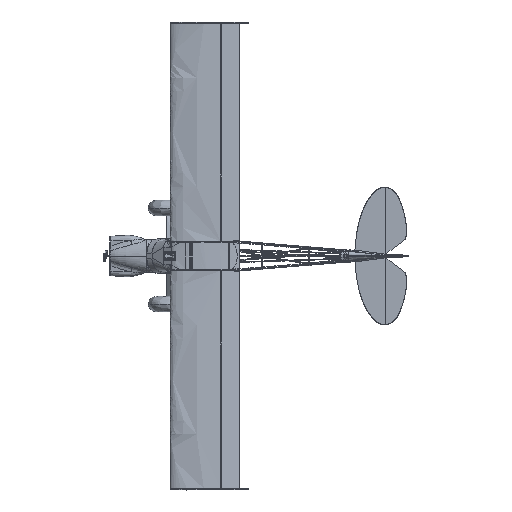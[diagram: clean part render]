
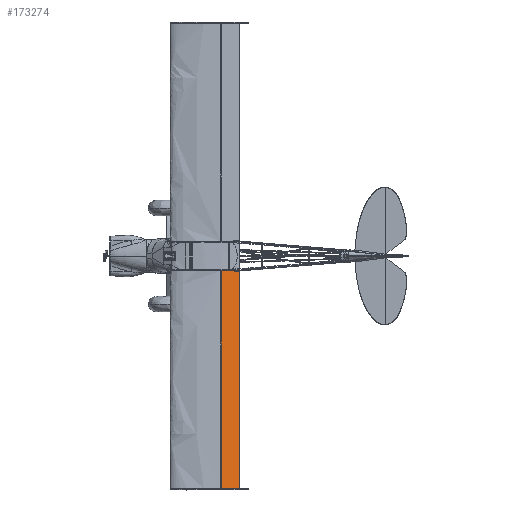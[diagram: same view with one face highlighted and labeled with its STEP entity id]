
A CAD part, top view. The second image highlights one B-rep face of the part: STEP entity #173274.
In plain terms, the highlighted free-form (B-spline) face has degree [3, 1] with [6, 2] control points.
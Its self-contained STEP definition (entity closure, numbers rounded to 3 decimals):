
#173141 = VERTEX_POINT('',#173142);
#173142 = CARTESIAN_POINT('',(343.375,-91.984,
    162.598));
#173149 = EDGE_CURVE('',#173141,#173150,#173152,.T.);
#173150 = VERTEX_POINT('',#173151);
#173151 = CARTESIAN_POINT('',(454.791,-94.503,
    138.173));
#173152 = B_SPLINE_CURVE_WITH_KNOTS('',3,(#173153,#173154,#173155,
    #173156,#173157,#173158,#173159,#173160,#173161,#173162),
  .UNSPECIFIED.,.F.,.F.,(4,2,2,2,4),(0.518,0.557,
    0.576,0.586,0.595),.UNSPECIFIED.);
#173153 = CARTESIAN_POINT('',(343.375,-91.984,
    162.598));
#173154 = CARTESIAN_POINT('',(362.083,-92.337,
    159.182));
#173155 = CARTESIAN_POINT('',(380.72,-92.723,
    155.431));
#173156 = CARTESIAN_POINT('',(408.571,-93.354,
    149.313));
#173157 = CARTESIAN_POINT('',(417.838,-93.573,
    147.192));
#173158 = CARTESIAN_POINT('',(431.713,-93.913,
    143.893));
#173159 = CARTESIAN_POINT('',(436.334,-94.029,
    142.775));
#173160 = CARTESIAN_POINT('',(445.567,-94.263,
    140.499));
#173161 = CARTESIAN_POINT('',(450.179,-94.383,
    139.338));
#173162 = CARTESIAN_POINT('',(454.791,-94.503,
    138.173));
#173247 = EDGE_CURVE('',#173248,#173150,#173250,.T.);
#173248 = VERTEX_POINT('',#173249);
#173249 = CARTESIAN_POINT('',(454.791,-1454.152,
    161.906));
#173250 = B_SPLINE_CURVE_WITH_KNOTS('',1,(#173251,#173252),
  .UNSPECIFIED.,.F.,.F.,(2,2),(-910.945,4.45),
  .PIECEWISE_BEZIER_KNOTS.);
#173251 = CARTESIAN_POINT('',(454.791,-1454.152,
    161.906));
#173252 = CARTESIAN_POINT('',(454.791,-94.503,
    138.173));
#173274 = ADVANCED_FACE('',(#173275),#173299,.F.);
#173275 = FACE_BOUND('',#173276,.F.);
#173276 = EDGE_LOOP('',(#173277,#173278,#173279,#173294));
#173277 = ORIENTED_EDGE('',*,*,#173149,.T.);
#173278 = ORIENTED_EDGE('',*,*,#173247,.F.);
#173279 = ORIENTED_EDGE('',*,*,#173280,.F.);
#173280 = EDGE_CURVE('',#173281,#173248,#173283,.T.);
#173281 = VERTEX_POINT('',#173282);
#173282 = CARTESIAN_POINT('',(343.375,-1453.725,
    186.367));
#173283 = B_SPLINE_CURVE_WITH_KNOTS('',3,(#173284,#173285,#173286,
    #173287,#173288,#173289,#173290,#173291,#173292,#173293),
  .UNSPECIFIED.,.F.,.F.,(4,2,2,2,4),(0.516,0.555,
    0.574,0.584,0.593),.UNSPECIFIED.);
#173284 = CARTESIAN_POINT('',(343.375,-1453.725,
    186.367));
#173285 = CARTESIAN_POINT('',(362.076,-1453.785,
    182.947));
#173286 = CARTESIAN_POINT('',(380.709,-1453.851,
    179.191));
#173287 = CARTESIAN_POINT('',(408.56,-1453.958,
    173.064));
#173288 = CARTESIAN_POINT('',(417.828,-1453.995,
    170.94));
#173289 = CARTESIAN_POINT('',(431.706,-1454.052,
    167.636));
#173290 = CARTESIAN_POINT('',(436.328,-1454.072,
    166.516));
#173291 = CARTESIAN_POINT('',(445.564,-1454.112,
    164.236));
#173292 = CARTESIAN_POINT('',(450.178,-1454.132,
    163.073));
#173293 = CARTESIAN_POINT('',(454.791,-1454.152,
    161.906));
#173294 = ORIENTED_EDGE('',*,*,#173295,.T.);
#173295 = EDGE_CURVE('',#173281,#173141,#173296,.T.);
#173296 = B_SPLINE_CURVE_WITH_KNOTS('',1,(#173297,#173298),
  .UNSPECIFIED.,.F.,.F.,(2,2),(-910.945,5.859),
  .PIECEWISE_BEZIER_KNOTS.);
#173297 = CARTESIAN_POINT('',(343.375,-1453.725,
    186.367));
#173298 = CARTESIAN_POINT('',(343.375,-91.984,
    162.598));
#173299 = B_SPLINE_SURFACE_WITH_KNOTS('',3,1,(
    (#173300,#173301)
    ,(#173302,#173303)
    ,(#173304,#173305)
    ,(#173306,#173307)
    ,(#173308,#173309)
    ,(#173310,#173311
    )),.UNSPECIFIED.,.F.,.F.,.F.,(4,1,1,4),(2,2),(0.,0.001,
    0.009,0.129),(-910.945,5.859),
  .UNSPECIFIED.);
#173300 = CARTESIAN_POINT('',(454.791,-1454.152,
    161.906));
#173301 = CARTESIAN_POINT('',(454.791,-92.411,
    138.137));
#173302 = CARTESIAN_POINT('',(454.418,-1454.151,
    162.));
#173303 = CARTESIAN_POINT('',(454.418,-92.409,
    138.231));
#173304 = CARTESIAN_POINT('',(451.933,-1454.14,
    162.629));
#173305 = CARTESIAN_POINT('',(451.933,-92.398,
    138.859));
#173306 = CARTESIAN_POINT('',(414.22,-1453.973,
    172.157));
#173307 = CARTESIAN_POINT('',(414.22,-92.232,
    148.388));
#173308 = CARTESIAN_POINT('',(377.868,-1453.836,
    180.058));
#173309 = CARTESIAN_POINT('',(377.868,-92.094,
    156.289));
#173310 = CARTESIAN_POINT('',(343.375,-1453.725,
    186.367));
#173311 = CARTESIAN_POINT('',(343.375,-91.984,
    162.598));
